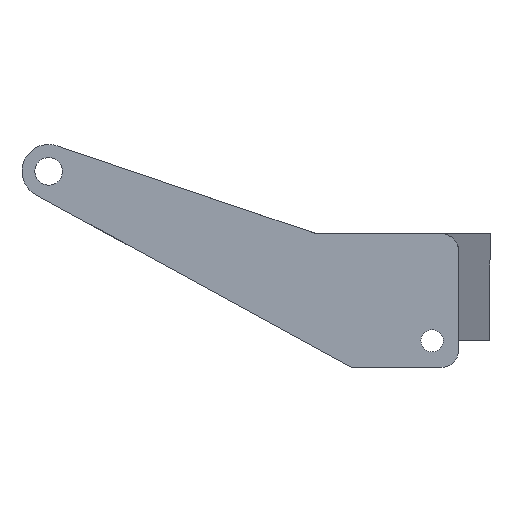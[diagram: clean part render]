
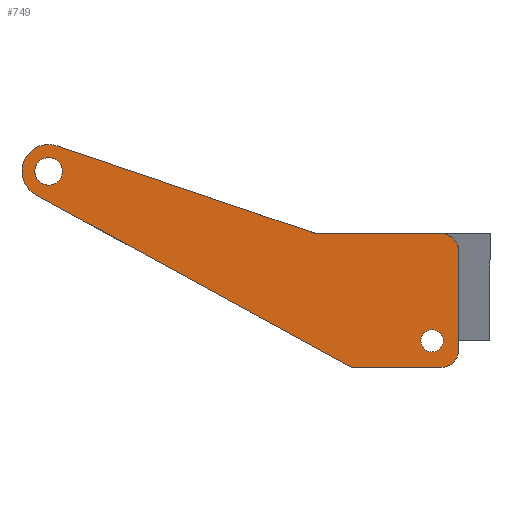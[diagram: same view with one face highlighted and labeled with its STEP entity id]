
A CAD part, left-side view. The second image highlights one B-rep face of the part: STEP entity #749.
In plain terms, the highlighted planar face has unit normal (-1, 0, 0).
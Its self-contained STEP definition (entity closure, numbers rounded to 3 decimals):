
#6 = DIRECTION ( 'NONE',  ( 0., 0., -1. ) ) ;
#15 = EDGE_CURVE ( 'NONE', #681, #233, #643, .T. ) ;
#30 = ORIENTED_EDGE ( 'NONE', *, *, #299, .T. ) ;
#31 = VERTEX_POINT ( 'NONE', #675 ) ;
#33 = CARTESIAN_POINT ( 'NONE',  ( -8., 7., 1.75 ) ) ;
#35 = AXIS2_PLACEMENT_3D ( 'NONE', #160, #696, #218 ) ;
#60 = VECTOR ( 'NONE', #609, 1000. ) ;
#68 = CARTESIAN_POINT ( 'NONE',  ( -8., 20., 15. ) ) ;
#78 = EDGE_CURVE ( 'NONE', #645, #584, #514, .T. ) ;
#80 = CARTESIAN_POINT ( 'NONE',  ( -8., 16., 0. ) ) ;
#93 = EDGE_CURVE ( 'NONE', #584, #340, #617, .T. ) ;
#101 = DIRECTION ( 'NONE',  ( -1., 0., 0. ) ) ;
#106 = CARTESIAN_POINT ( 'NONE',  ( -8., 7., 3. ) ) ;
#108 = DIRECTION ( 'NONE',  ( 1., 0., 0. ) ) ;
#111 = VECTOR ( 'NONE', #428, 1000. ) ;
#112 = CIRCLE ( 'NONE', #432, 1.25 ) ;
#118 = VERTEX_POINT ( 'NONE', #368 ) ;
#121 = EDGE_CURVE ( 'NONE', #466, #424, #741, .T. ) ;
#124 = CARTESIAN_POINT ( 'NONE',  ( -8., 50., 20.45 ) ) ;
#144 = CIRCLE ( 'NONE', #673, 3. ) ;
#157 = EDGE_CURVE ( 'NONE', #710, #31, #434, .T. ) ;
#160 = CARTESIAN_POINT ( 'NONE',  ( -8., 50., 22. ) ) ;
#164 = CARTESIAN_POINT ( 'NONE',  ( -8., 6., 2. ) ) ;
#181 = VECTOR ( 'NONE', #711, 1000. ) ;
#183 = ORIENTED_EDGE ( 'NONE', *, *, #15, .F. ) ;
#194 = CARTESIAN_POINT ( 'NONE',  ( -8., 0., 0. ) ) ;
#195 = CARTESIAN_POINT ( 'NONE',  ( -8., 6., 0. ) ) ;
#200 = FACE_OUTER_BOUND ( 'NONE', #772, .T. ) ;
#204 = DIRECTION ( 'NONE',  ( 1., 0., 0. ) ) ;
#218 = DIRECTION ( 'NONE',  ( 0., 0., -1. ) ) ;
#220 = CARTESIAN_POINT ( 'NONE',  ( -8., 20., 15. ) ) ;
#222 = VECTOR ( 'NONE', #484, 1000. ) ;
#225 = ORIENTED_EDGE ( 'NONE', *, *, #485, .F. ) ;
#233 = VERTEX_POINT ( 'NONE', #452 ) ;
#249 = ORIENTED_EDGE ( 'NONE', *, *, #371, .F. ) ;
#255 = CARTESIAN_POINT ( 'NONE',  ( -8., 16., 0. ) ) ;
#264 = EDGE_CURVE ( 'NONE', #31, #710, #112, .T. ) ;
#277 = ORIENTED_EDGE ( 'NONE', *, *, #742, .F. ) ;
#281 = DIRECTION ( 'NONE',  ( 0., 0., 1. ) ) ;
#282 = LINE ( 'NONE', #220, #181 ) ;
#299 = EDGE_CURVE ( 'NONE', #424, #466, #366, .T. ) ;
#305 = DIRECTION ( 'NONE',  ( 0., 0.878, 0.48 ) ) ;
#312 = CARTESIAN_POINT ( 'NONE',  ( -8., 50., 22. ) ) ;
#316 = FACE_BOUND ( 'NONE', #378, .T. ) ;
#337 = CIRCLE ( 'NONE', #640, 3. ) ;
#338 = CIRCLE ( 'NONE', #557, 2. ) ;
#340 = VERTEX_POINT ( 'NONE', #767 ) ;
#341 = DIRECTION ( 'NONE',  ( 0., 0., -1. ) ) ;
#350 = AXIS2_PLACEMENT_3D ( 'NONE', #463, #108, #341 ) ;
#353 = EDGE_CURVE ( 'NONE', #681, #410, #338, .T. ) ;
#359 = DIRECTION ( 'NONE',  ( 1., 0., 0. ) ) ;
#361 = CARTESIAN_POINT ( 'NONE',  ( -8., 50., 22. ) ) ;
#366 = CIRCLE ( 'NONE', #350, 1.55 ) ;
#368 = CARTESIAN_POINT ( 'NONE',  ( -8., 20., 15. ) ) ;
#371 = EDGE_CURVE ( 'NONE', #118, #410, #282, .T. ) ;
#378 = EDGE_LOOP ( 'NONE', ( #689, #481 ) ) ;
#383 = DIRECTION ( 'NONE',  ( 0., 0., -1. ) ) ;
#401 = CARTESIAN_POINT ( 'NONE',  ( -8., 6., 13. ) ) ;
#410 = VERTEX_POINT ( 'NONE', #728 ) ;
#411 = AXIS2_PLACEMENT_3D ( 'NONE', #312, #430, #623 ) ;
#414 = VECTOR ( 'NONE', #305, 1000. ) ;
#419 = EDGE_CURVE ( 'NONE', #340, #491, #144, .T. ) ;
#423 = CARTESIAN_POINT ( 'NONE',  ( -8., 4., 25. ) ) ;
#424 = VERTEX_POINT ( 'NONE', #549 ) ;
#428 = DIRECTION ( 'NONE',  ( 0., -0.947, -0.321 ) ) ;
#430 = DIRECTION ( 'NONE',  ( 1., 0., 0. ) ) ;
#432 = AXIS2_PLACEMENT_3D ( 'NONE', #106, #713, #281 ) ;
#434 = CIRCLE ( 'NONE', #660, 1.25 ) ;
#449 = DIRECTION ( 'NONE',  ( 0., 0., 1. ) ) ;
#452 = CARTESIAN_POINT ( 'NONE',  ( -8., 4., 2. ) ) ;
#463 = CARTESIAN_POINT ( 'NONE',  ( -8., 50., 22. ) ) ;
#466 = VERTEX_POINT ( 'NONE', #124 ) ;
#474 = ORIENTED_EDGE ( 'NONE', *, *, #774, .T. ) ;
#481 = ORIENTED_EDGE ( 'NONE', *, *, #264, .F. ) ;
#484 = DIRECTION ( 'NONE',  ( 0., 1., 0. ) ) ;
#485 = EDGE_CURVE ( 'NONE', #538, #118, #716, .T. ) ;
#491 = VERTEX_POINT ( 'NONE', #682 ) ;
#502 = ORIENTED_EDGE ( 'NONE', *, *, #78, .F. ) ;
#514 = LINE ( 'NONE', #194, #222 ) ;
#515 = PLANE ( 'NONE',  #35 ) ;
#523 = ORIENTED_EDGE ( 'NONE', *, *, #419, .F. ) ;
#537 = ORIENTED_EDGE ( 'NONE', *, *, #121, .T. ) ;
#538 = VERTEX_POINT ( 'NONE', #687 ) ;
#549 = CARTESIAN_POINT ( 'NONE',  ( -8., 50., 23.55 ) ) ;
#557 = AXIS2_PLACEMENT_3D ( 'NONE', #401, #101, #653 ) ;
#575 = CARTESIAN_POINT ( 'NONE',  ( -8., 50., 22. ) ) ;
#584 = VERTEX_POINT ( 'NONE', #80 ) ;
#608 = EDGE_LOOP ( 'NONE', ( #30, #537 ) ) ;
#609 = DIRECTION ( 'NONE',  ( 0., 0., -1. ) ) ;
#617 = LINE ( 'NONE', #255, #414 ) ;
#619 = ORIENTED_EDGE ( 'NONE', *, *, #353, .T. ) ;
#623 = DIRECTION ( 'NONE',  ( 0., 0., -1. ) ) ;
#640 = AXIS2_PLACEMENT_3D ( 'NONE', #575, #204, #383 ) ;
#643 = LINE ( 'NONE', #423, #60 ) ;
#645 = VERTEX_POINT ( 'NONE', #195 ) ;
#646 = CARTESIAN_POINT ( 'NONE',  ( -8., 7., 3. ) ) ;
#651 = DIRECTION ( 'NONE',  ( 0., 0., 1. ) ) ;
#653 = DIRECTION ( 'NONE',  ( 0., 0., 1. ) ) ;
#660 = AXIS2_PLACEMENT_3D ( 'NONE', #646, #695, #449 ) ;
#667 = CIRCLE ( 'NONE', #683, 2. ) ;
#673 = AXIS2_PLACEMENT_3D ( 'NONE', #361, #359, #6 ) ;
#675 = CARTESIAN_POINT ( 'NONE',  ( -8., 7., 4.25 ) ) ;
#681 = VERTEX_POINT ( 'NONE', #762 ) ;
#682 = CARTESIAN_POINT ( 'NONE',  ( -8., 50., 25. ) ) ;
#683 = AXIS2_PLACEMENT_3D ( 'NONE', #164, #704, #651 ) ;
#687 = CARTESIAN_POINT ( 'NONE',  ( -8., 49.037, 24.841 ) ) ;
#689 = ORIENTED_EDGE ( 'NONE', *, *, #157, .F. ) ;
#695 = DIRECTION ( 'NONE',  ( -1., 0., 0. ) ) ;
#696 = DIRECTION ( 'NONE',  ( -1., 0., 0. ) ) ;
#704 = DIRECTION ( 'NONE',  ( -1., 0., 0. ) ) ;
#707 = FACE_BOUND ( 'NONE', #608, .T. ) ;
#710 = VERTEX_POINT ( 'NONE', #33 ) ;
#711 = DIRECTION ( 'NONE',  ( 0., -1., 0. ) ) ;
#713 = DIRECTION ( 'NONE',  ( -1., 0., 0. ) ) ;
#716 = LINE ( 'NONE', #68, #111 ) ;
#721 = ORIENTED_EDGE ( 'NONE', *, *, #93, .F. ) ;
#728 = CARTESIAN_POINT ( 'NONE',  ( -8., 6., 15. ) ) ;
#741 = CIRCLE ( 'NONE', #411, 1.55 ) ;
#742 = EDGE_CURVE ( 'NONE', #491, #538, #337, .T. ) ;
#749 = ADVANCED_FACE ( 'NONE', ( #316, #707, #200 ), #515, .T. ) ;
#762 = CARTESIAN_POINT ( 'NONE',  ( -8., 4., 13. ) ) ;
#767 = CARTESIAN_POINT ( 'NONE',  ( -8., 51.439, 19.367 ) ) ;
#772 = EDGE_LOOP ( 'NONE', ( #502, #474, #183, #619, #249, #225, #277, #523, #721 ) ) ;
#774 = EDGE_CURVE ( 'NONE', #645, #233, #667, .T. ) ;
